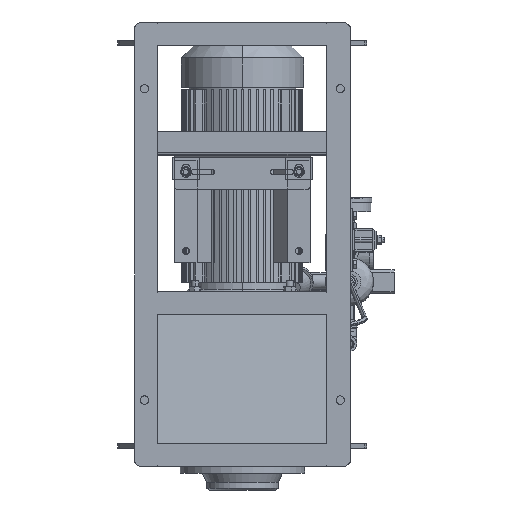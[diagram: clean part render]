
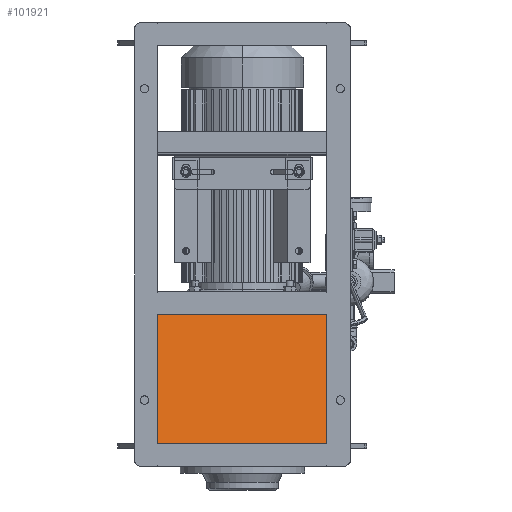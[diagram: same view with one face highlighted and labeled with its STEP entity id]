
A CAD part, front view. The second image highlights one B-rep face of the part: STEP entity #101921.
In plain terms, the highlighted planar face has unit normal (0, -0.982, 0.187).
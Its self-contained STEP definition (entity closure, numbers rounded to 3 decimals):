
#2944 = CARTESIAN_POINT ( 'NONE',  ( 190., -353.965, -97.437 ) ) ;
#3157 = DIRECTION ( 'NONE',  ( -1., 0., 0. ) ) ;
#10173 = VERTEX_POINT ( 'NONE', #10282 ) ;
#10282 = CARTESIAN_POINT ( 'NONE',  ( 190., -353.965, -97.437 ) ) ;
#14788 = EDGE_CURVE ( 'NONE', #28199, #10173, #28546, .T. ) ;
#16864 = VECTOR ( 'NONE', #50292, 1000. ) ;
#19379 = CARTESIAN_POINT ( 'NONE',  ( 190., -353.965, -97.437 ) ) ;
#27911 = DIRECTION ( 'NONE',  ( 0., 0.982, -0.187 ) ) ;
#28199 = VERTEX_POINT ( 'NONE', #56663 ) ;
#28546 = LINE ( 'NONE', #2944, #16864 ) ;
#31121 = CARTESIAN_POINT ( 'NONE',  ( 190., -298.965, 192. ) ) ;
#34609 = LINE ( 'NONE', #31121, #64982 ) ;
#42046 = ORIENTED_EDGE ( 'NONE', *, *, #64049, .T. ) ;
#44872 = CARTESIAN_POINT ( 'NONE',  ( -190., -353.965, -97.437 ) ) ;
#50292 = DIRECTION ( 'NONE',  ( 0., -0.187, -0.982 ) ) ;
#50556 = ORIENTED_EDGE ( 'NONE', *, *, #14788, .F. ) ;
#56663 = CARTESIAN_POINT ( 'NONE',  ( 190., -298.965, 192. ) ) ;
#58552 = EDGE_LOOP ( 'NONE', ( #42046, #67291, #89807, #50556 ) ) ;
#59247 = CARTESIAN_POINT ( 'NONE',  ( -190., -298.965, 192. ) ) ;
#64049 = EDGE_CURVE ( 'NONE', #28199, #119703, #34609, .T. ) ;
#64982 = VECTOR ( 'NONE', #3157, 1000. ) ;
#66711 = EDGE_CURVE ( 'NONE', #10173, #113729, #100371, .T. ) ;
#67081 = CARTESIAN_POINT ( 'NONE',  ( -190., -353.965, -97.437 ) ) ;
#67291 = ORIENTED_EDGE ( 'NONE', *, *, #110091, .T. ) ;
#71011 = LINE ( 'NONE', #67081, #91264 ) ;
#76722 = DIRECTION ( 'NONE',  ( 0., -0.187, -0.982 ) ) ;
#78718 = VECTOR ( 'NONE', #114660, 1000. ) ;
#83137 = PLANE ( 'NONE',  #85893 ) ;
#85893 = AXIS2_PLACEMENT_3D ( 'NONE', #19379, #27911, #92435 ) ;
#89807 = ORIENTED_EDGE ( 'NONE', *, *, #66711, .F. ) ;
#91264 = VECTOR ( 'NONE', #76722, 1000. ) ;
#92435 = DIRECTION ( 'NONE',  ( 0., 0.187, 0.982 ) ) ;
#100371 = LINE ( 'NONE', #112684, #78718 ) ;
#101921 = ADVANCED_FACE ( 'NONE', ( #107530 ), #83137, .F. ) ;
#107530 = FACE_OUTER_BOUND ( 'NONE', #58552, .T. ) ;
#110091 = EDGE_CURVE ( 'NONE', #119703, #113729, #71011, .T. ) ;
#112684 = CARTESIAN_POINT ( 'NONE',  ( 190., -353.965, -97.437 ) ) ;
#113729 = VERTEX_POINT ( 'NONE', #44872 ) ;
#114660 = DIRECTION ( 'NONE',  ( -1., 0., 0. ) ) ;
#119703 = VERTEX_POINT ( 'NONE', #59247 ) ;
